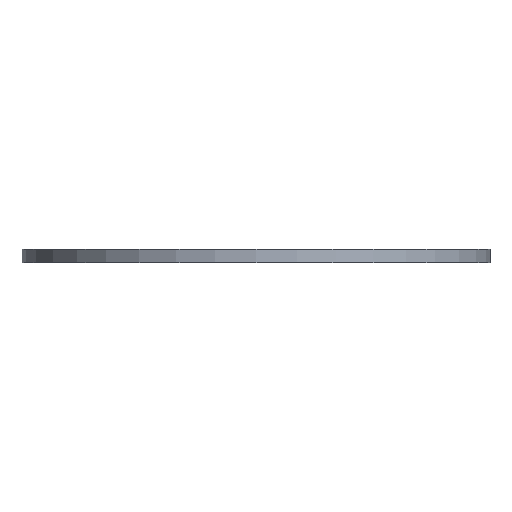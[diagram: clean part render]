
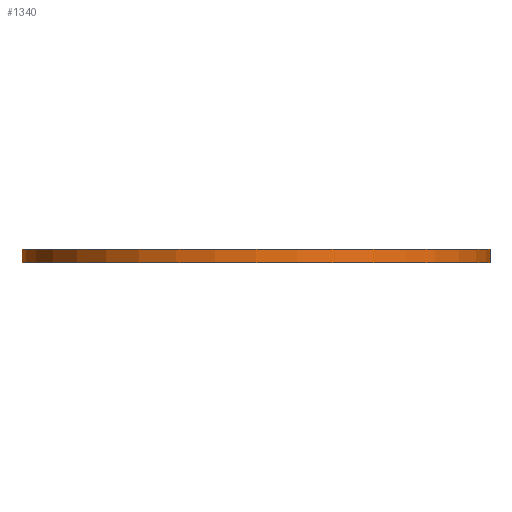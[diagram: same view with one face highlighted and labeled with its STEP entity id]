
A CAD part, front view. The second image highlights one B-rep face of the part: STEP entity #1340.
In plain terms, the highlighted cylindrical face has radius 38.77 mm (diameter 77.539 mm), a partial arc.
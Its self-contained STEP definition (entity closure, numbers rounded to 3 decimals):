
#140 = DIRECTION ( 'NONE',  ( 0., 0., 1. ) ) ;
#205 = EDGE_CURVE ( 'NONE', #1578, #1109, #1537, .T. ) ;
#259 = CIRCLE ( 'NONE', #344, 38.77 ) ;
#344 = AXIS2_PLACEMENT_3D ( 'NONE', #1452, #2377, #1406 ) ;
#476 = ORIENTED_EDGE ( 'NONE', *, *, #671, .F. ) ;
#546 = CARTESIAN_POINT ( 'NONE',  ( 0., 0., 2.286 ) ) ;
#593 = CARTESIAN_POINT ( 'NONE',  ( 38.77, 0., 2.286 ) ) ;
#671 = EDGE_CURVE ( 'NONE', #1109, #2014, #1624, .T. ) ;
#813 = CARTESIAN_POINT ( 'NONE',  ( 38.77, 0., 2.286 ) ) ;
#862 = DIRECTION ( 'NONE',  ( 0., 0., -1. ) ) ;
#914 = ORIENTED_EDGE ( 'NONE', *, *, #1920, .T. ) ;
#953 = CYLINDRICAL_SURFACE ( 'NONE', #1866, 38.77 ) ;
#1016 = DIRECTION ( 'NONE',  ( 1., 0., 0. ) ) ;
#1109 = VERTEX_POINT ( 'NONE', #593 ) ;
#1189 = EDGE_CURVE ( 'NONE', #1692, #2014, #259, .T. ) ;
#1340 = ADVANCED_FACE ( 'NONE', ( #1913 ), #953, .T. ) ;
#1358 = ORIENTED_EDGE ( 'NONE', *, *, #205, .F. ) ;
#1370 = CARTESIAN_POINT ( 'NONE',  ( -38.77, 0., 0. ) ) ;
#1406 = DIRECTION ( 'NONE',  ( 1., 0., 0. ) ) ;
#1452 = CARTESIAN_POINT ( 'NONE',  ( 0., 0., 0. ) ) ;
#1537 = CIRCLE ( 'NONE', #1726, 38.77 ) ;
#1563 = DIRECTION ( 'NONE',  ( 0., 0., -1. ) ) ;
#1578 = VERTEX_POINT ( 'NONE', #2302 ) ;
#1624 = LINE ( 'NONE', #813, #2019 ) ;
#1692 = VERTEX_POINT ( 'NONE', #1370 ) ;
#1726 = AXIS2_PLACEMENT_3D ( 'NONE', #546, #140, #1016 ) ;
#1728 = LINE ( 'NONE', #2515, #2142 ) ;
#1866 = AXIS2_PLACEMENT_3D ( 'NONE', #1954, #1563, #2185 ) ;
#1913 = FACE_OUTER_BOUND ( 'NONE', #2177, .T. ) ;
#1920 = EDGE_CURVE ( 'NONE', #1578, #1692, #1728, .T. ) ;
#1944 = ORIENTED_EDGE ( 'NONE', *, *, #1189, .T. ) ;
#1954 = CARTESIAN_POINT ( 'NONE',  ( 0., 0., 2.286 ) ) ;
#2014 = VERTEX_POINT ( 'NONE', #2332 ) ;
#2019 = VECTOR ( 'NONE', #862, 1000. ) ;
#2039 = DIRECTION ( 'NONE',  ( 0., 0., -1. ) ) ;
#2142 = VECTOR ( 'NONE', #2039, 1000. ) ;
#2177 = EDGE_LOOP ( 'NONE', ( #476, #1358, #914, #1944 ) ) ;
#2185 = DIRECTION ( 'NONE',  ( -1., 0., 0. ) ) ;
#2302 = CARTESIAN_POINT ( 'NONE',  ( -38.77, 0., 2.286 ) ) ;
#2332 = CARTESIAN_POINT ( 'NONE',  ( 38.77, 0., 0. ) ) ;
#2377 = DIRECTION ( 'NONE',  ( 0., 0., 1. ) ) ;
#2515 = CARTESIAN_POINT ( 'NONE',  ( -38.77, 0., 2.286 ) ) ;
